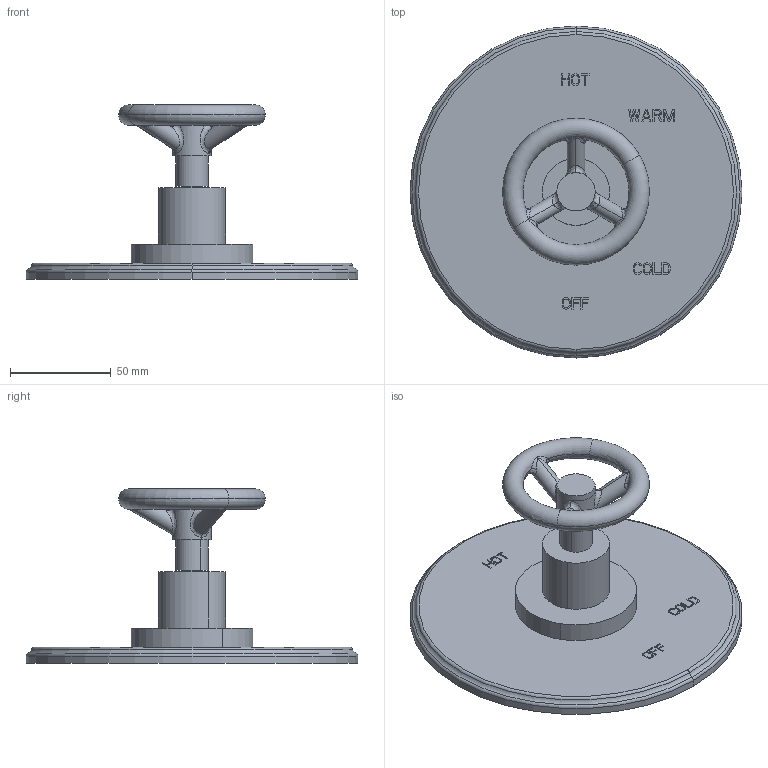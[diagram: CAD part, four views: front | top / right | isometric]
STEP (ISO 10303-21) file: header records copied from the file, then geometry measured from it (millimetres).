
FILE_DESCRIPTION((''),'2;1');
FILE_NAME('4-2924BP','2021-06-07T10:44:06',('jinson.thomas'),(''),'CREO PARAMETRIC BY PTC INC, 2018400','CREO PARAMETRIC BY PTC INC, 2018400','');
FILE_SCHEMA(('CONFIG_CONTROL_DESIGN'));
Length unit declared in the file: inch
Products named in the file (1): 4-2924BP
Bounding box: 165.1 x 165.1 x 86.77 mm (x, y, z)
Volume: 246932.2 mm3; surface area: 60613 mm2
Topology: 1 solids, 1 shells, 380 faces, 1044 edges, 687 vertices
Faces by surface type: plane 334, cylinder 18, bspline 18, torus 10
Entity records: 14021 total; most frequent: CARTESIAN_POINT 4386, ORIENTED_EDGE 2088, DIRECTION 1798, EDGE_CURVE 1044, VECTOR 942, LINE 942, VERTEX_POINT 687, AXIS2_PLACEMENT_3D 428
